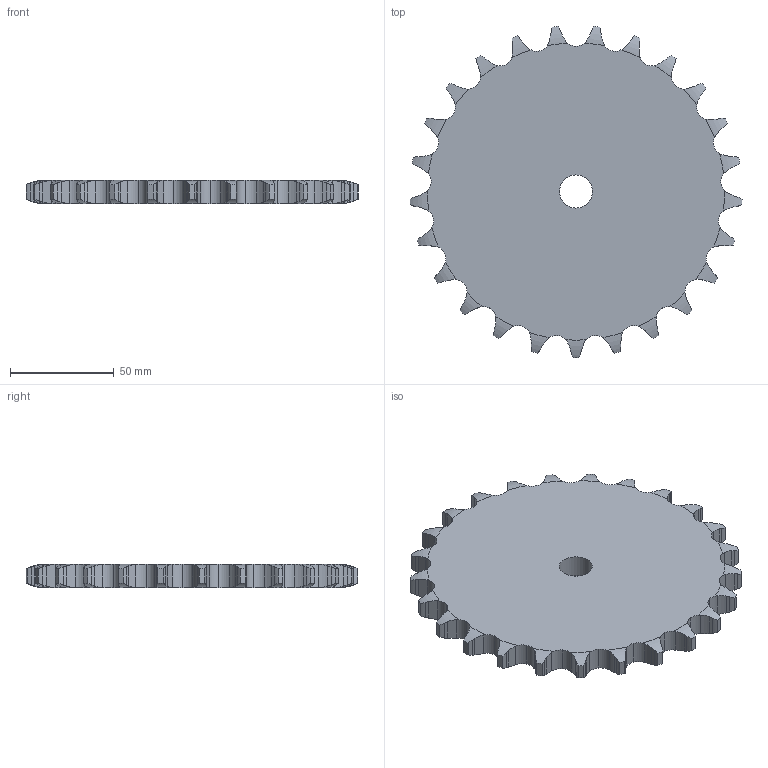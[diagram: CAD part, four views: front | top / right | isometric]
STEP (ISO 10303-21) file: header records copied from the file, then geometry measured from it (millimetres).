
FILE_DESCRIPTION(('FreeCAD Model'),'2;1');
FILE_NAME('Open CASCADE Shape Model','2022-04-05T08:34:58',('FreeCAD'),( 'FreeCAD'),'Open CASCADE STEP processor 7.5','FreeCAD','Unknown');
FILE_SCHEMA(('AUTOMOTIVE_DESIGN { 1 0 10303 214 1 1 1 1 }'));
Length unit declared in the file: millimetre
Products named in the file (1): Open CASCADE STEP translator 7.5 18
Bounding box: 159.84 x 159.53 x 11.1 mm (x, y, z)
Volume: 186366.3 mm3; surface area: 41981 mm2
Topology: 1 solids, 1 shells, 280 faces, 834 edges, 556 vertices
Faces by surface type: cylinder 176, plane 52, torus 52
Full cylindrical faces by diameter (mm): 16 x1
Entity records: 25672 total; most frequent: CARTESIAN_POINT 11625, DIRECTION 1910, ORIENTED_EDGE 1668, PCURVE 1668, DEFINITIONAL_REPRESENTATION 1668, B_SPLINE_CURVE_WITH_KNOTS 1206, LINE 936, VECTOR 936
